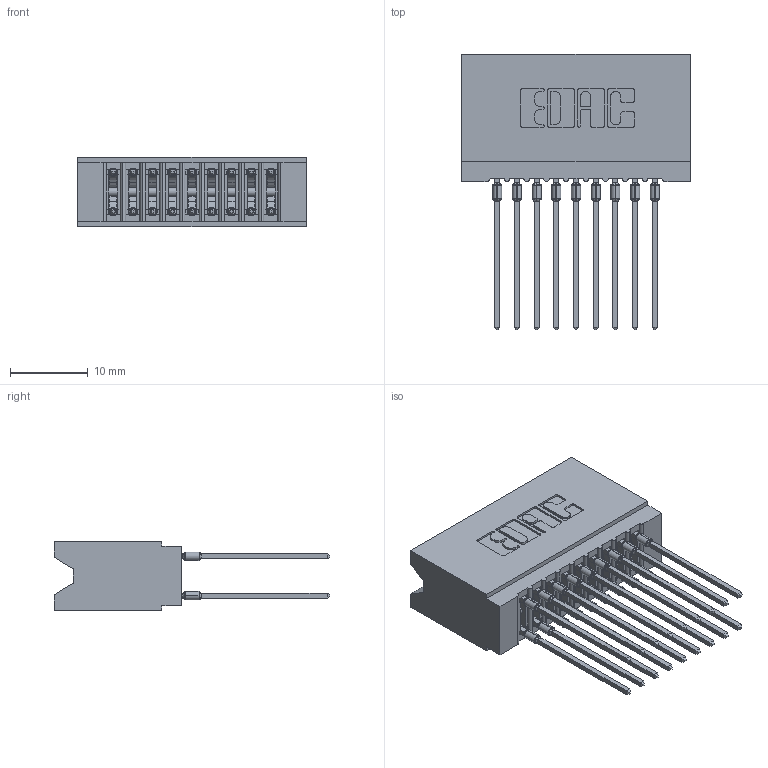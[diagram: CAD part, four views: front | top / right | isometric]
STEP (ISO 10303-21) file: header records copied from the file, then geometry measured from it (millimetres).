
FILE_DESCRIPTION (( 'STEP AP203' ), '1' );
FILE_NAME ('745-018-541-206.STEP', '2026-02-26T16:12:34', ( '' ), ( '' ), 'SwSTEP 2.0', 'SolidWorks 2023', '' );
FILE_SCHEMA (( 'CONFIG_CONTROL_DESIGN' ));
Length unit declared in the file: millimetre
Products named in the file (3): 745-018-541-206; 745 Part_Insulator Option - 06; 745-292-001_541
Assembly tree (19 placements, depth 2):
  745-018-541-206
    745 Part_Insulator Option - 06
    745-292-001_541  x18
Bounding box: 29.46 x 35.45 x 8.89 mm (x, y, z)
Volume: 2918.6 mm3; surface area: 5553.8 mm2
Topology: 19 solids, 19 shells, 1707 faces, 4589 edges, 2890 vertices
Faces by surface type: plane 884, bspline 360, cylinder 355, torus 108
Entity records: 19677 total; most frequent: CARTESIAN_POINT 3926, ORIENTED_EDGE 3296, DIRECTION 2908, EDGE_CURVE 1648, VECTOR 1412, LINE 1412, VERTEX_POINT 1054, AXIS2_PLACEMENT_3D 748
